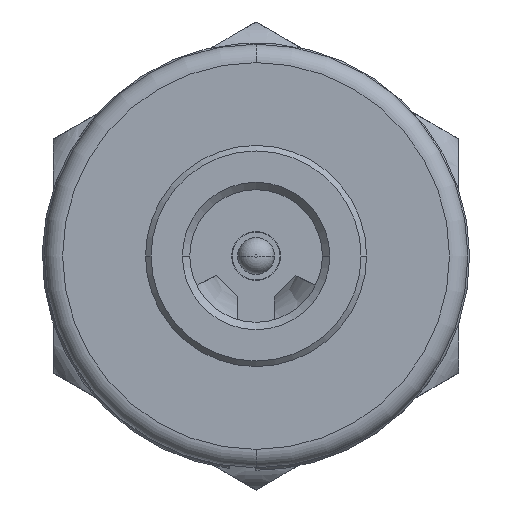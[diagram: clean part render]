
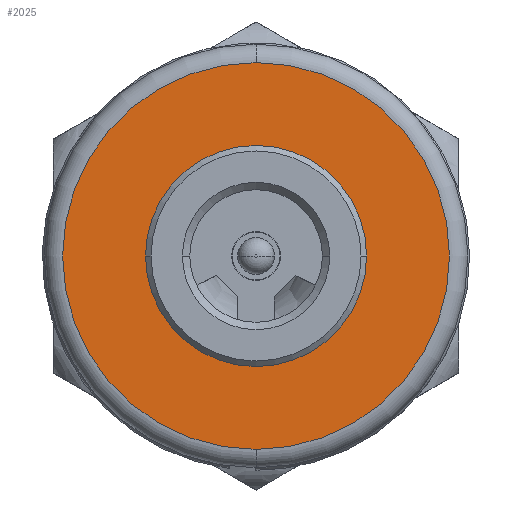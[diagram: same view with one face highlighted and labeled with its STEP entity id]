
A CAD part, left-side view. The second image highlights one B-rep face of the part: STEP entity #2025.
In plain terms, the highlighted planar face has unit normal (-1, 0, 0).
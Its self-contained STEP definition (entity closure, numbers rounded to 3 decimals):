
#179 = VERTEX_POINT ( 'NONE', #16136 ) ;
#410 = ORIENTED_EDGE ( 'NONE', *, *, #17566, .T. ) ;
#1414 = CARTESIAN_POINT ( 'NONE',  ( 0., 0., 0. ) ) ;
#1529 = DIRECTION ( 'NONE',  ( -1., 0., 0. ) ) ;
#1596 = EDGE_LOOP ( 'NONE', ( #14153, #10752 ) ) ;
#1654 = CIRCLE ( 'NONE', #8110, 5.25 ) ;
#2013 = CARTESIAN_POINT ( 'NONE',  ( 0., 0., 3. ) ) ;
#2025 = ADVANCED_FACE ( 'NONE', ( #12075, #14185 ), #27168, .T. ) ;
#3126 = CARTESIAN_POINT ( 'NONE',  ( 0., 0., 0. ) ) ;
#4438 = CIRCLE ( 'NONE', #33301, 3. ) ;
#5440 = CIRCLE ( 'NONE', #8596, 3. ) ;
#5620 = DIRECTION ( 'NONE',  ( -1., 0., 0. ) ) ;
#6837 = VERTEX_POINT ( 'NONE', #2013 ) ;
#7064 = AXIS2_PLACEMENT_3D ( 'NONE', #10779, #16189, #21364 ) ;
#8110 = AXIS2_PLACEMENT_3D ( 'NONE', #22342, #11514, #27660 ) ;
#8596 = AXIS2_PLACEMENT_3D ( 'NONE', #1414, #1529, #12736 ) ;
#10752 = ORIENTED_EDGE ( 'NONE', *, *, #27582, .F. ) ;
#10779 = CARTESIAN_POINT ( 'NONE',  ( 0., 0., 0. ) ) ;
#11512 = VERTEX_POINT ( 'NONE', #32948 ) ;
#11514 = DIRECTION ( 'NONE',  ( -1., 0., 0. ) ) ;
#12075 = FACE_BOUND ( 'NONE', #1596, .T. ) ;
#12379 = EDGE_LOOP ( 'NONE', ( #410, #15065 ) ) ;
#12736 = DIRECTION ( 'NONE',  ( 0., 0., 1. ) ) ;
#13148 = DIRECTION ( 'NONE',  ( 0., 0., 1. ) ) ;
#14153 = ORIENTED_EDGE ( 'NONE', *, *, #20592, .F. ) ;
#14185 = FACE_OUTER_BOUND ( 'NONE', #12379, .T. ) ;
#15065 = ORIENTED_EDGE ( 'NONE', *, *, #25958, .T. ) ;
#16136 = CARTESIAN_POINT ( 'NONE',  ( 0., 0., -5.25 ) ) ;
#16189 = DIRECTION ( 'NONE',  ( -1., 0., 0. ) ) ;
#17566 = EDGE_CURVE ( 'NONE', #18260, #179, #28164, .T. ) ;
#18260 = VERTEX_POINT ( 'NONE', #19982 ) ;
#19982 = CARTESIAN_POINT ( 'NONE',  ( 0., 0., 5.25 ) ) ;
#20592 = EDGE_CURVE ( 'NONE', #6837, #11512, #4438, .T. ) ;
#21364 = DIRECTION ( 'NONE',  ( 0., 0., 1. ) ) ;
#22342 = CARTESIAN_POINT ( 'NONE',  ( 0., 0., 0. ) ) ;
#23870 = DIRECTION ( 'NONE',  ( -1., 0., 0. ) ) ;
#24794 = DIRECTION ( 'NONE',  ( 0., 0., 1. ) ) ;
#25031 = AXIS2_PLACEMENT_3D ( 'NONE', #3126, #5620, #24794 ) ;
#25958 = EDGE_CURVE ( 'NONE', #179, #18260, #1654, .T. ) ;
#27168 = PLANE ( 'NONE',  #25031 ) ;
#27582 = EDGE_CURVE ( 'NONE', #11512, #6837, #5440, .T. ) ;
#27660 = DIRECTION ( 'NONE',  ( 0., 0., 1. ) ) ;
#28164 = CIRCLE ( 'NONE', #7064, 5.25 ) ;
#32256 = CARTESIAN_POINT ( 'NONE',  ( 0., 0., 0. ) ) ;
#32948 = CARTESIAN_POINT ( 'NONE',  ( 0., 0., -3. ) ) ;
#33301 = AXIS2_PLACEMENT_3D ( 'NONE', #32256, #23870, #13148 ) ;
